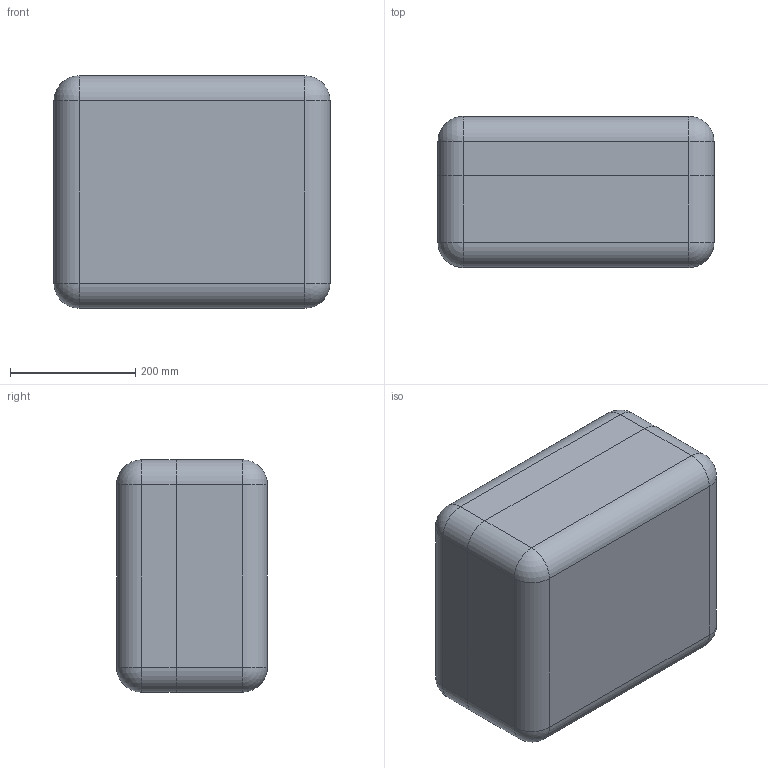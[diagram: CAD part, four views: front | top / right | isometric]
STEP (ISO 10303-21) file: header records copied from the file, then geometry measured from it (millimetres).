
FILE_DESCRIPTION (( 'STEP AP203' ), '1' );
FILE_NAME ('Ñáîðêà_Ê-10(óïð.).STEP', '2025-03-13T07:40:43', ( '' ), ( '' ), 'SwSTEP 2.0', 'SolidWorks 2021', '' );
FILE_SCHEMA (( 'CONFIG_CONTROL_DESIGN' ));
Length unit declared in the file: millimetre
Products named in the file (3): ______ _-10(___.)-1.STEP; Ñáîðêà_Ê-10(óïð.); ______ _-10(___.)-1-0.STEP
Assembly tree (2 placements, depth 2):
  Ñáîðêà_Ê-10(óïð.)
    ______ _-10(___.)-1.STEP
    ______ _-10(___.)-1-0.STEP
Bounding box: 440.69 x 240.78 x 370.88 mm (x, y, z)
Volume: 26627147.7 mm3; surface area: 1149974.5 mm2
Topology: 2 solids, 7 shells, 1780 faces, 4611 edges, 2811 vertices
Faces by surface type: bspline 749, plane 632, cylinder 357, torus 32, sphere 10
Entity records: 90757 total; most frequent: CARTESIAN_POINT 54889, ORIENTED_EDGE 9078, DIRECTION 4795, EDGE_CURVE 4539, VERTEX_POINT 2811, B_SPLINE_CURVE_WITH_KNOTS 1895, VECTOR 1863, LINE 1863
